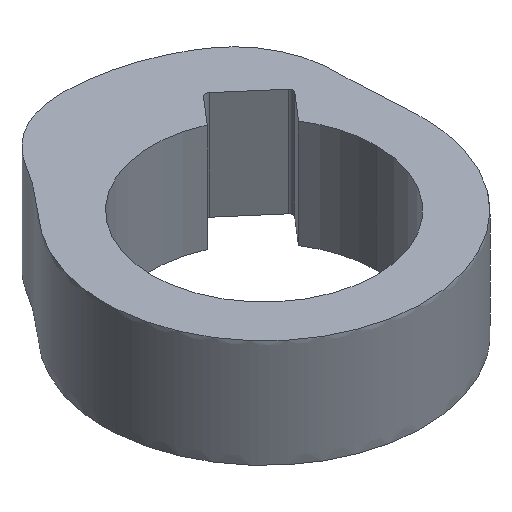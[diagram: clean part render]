
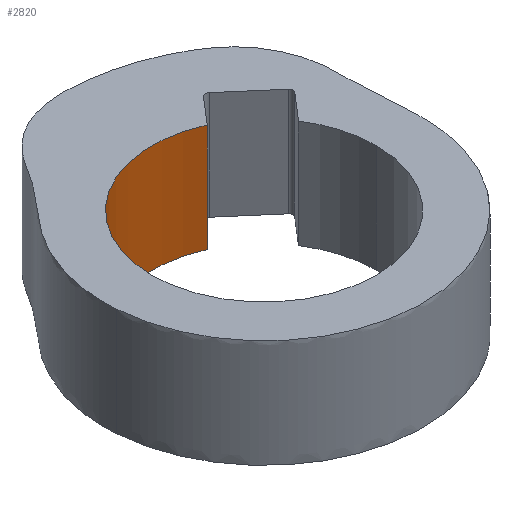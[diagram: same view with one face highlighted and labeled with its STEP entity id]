
A CAD part, isometric view. The second image highlights one B-rep face of the part: STEP entity #2820.
In plain terms, the highlighted cylindrical face has radius 5.2 mm (diameter 10.4 mm), a partial arc.
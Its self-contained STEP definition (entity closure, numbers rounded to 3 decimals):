
#2755=CARTESIAN_POINT('Axis2P3D Location',(0.,0.,2.5)) ;
#2760=CARTESIAN_POINT('Line Origine',(-5.2,0.,2.5)) ;
#2764=CARTESIAN_POINT('Vertex',(-5.2,0.,5.)) ;
#2766=CARTESIAN_POINT('Vertex',(-5.2,0.,0.)) ;
#2795=CARTESIAN_POINT('Line Origine',(2.112,4.752,2.5)) ;
#2799=CARTESIAN_POINT('Vertex',(2.112,4.752,0.)) ;
#2801=CARTESIAN_POINT('Vertex',(2.112,4.752,5.)) ;
#2804=CARTESIAN_POINT('Axis2P3D Location',(0.,0.,5.)) ;
#2809=CARTESIAN_POINT('Axis2P3D Location',(0.,0.,0.)) ;
#2756=DIRECTION('Axis2P3D Direction',(0.,0.,1.)) ;
#2757=DIRECTION('Axis2P3D XDirection',(1.,0.,0.)) ;
#2761=DIRECTION('Vector Direction',(0.,0.,1.)) ;
#2796=DIRECTION('Vector Direction',(0.,0.,1.)) ;
#2805=DIRECTION('Axis2P3D Direction',(0.,0.,1.)) ;
#2810=DIRECTION('Axis2P3D Direction',(0.,0.,1.)) ;
#2758=AXIS2_PLACEMENT_3D('Cylinder Axis2P3D',#2755,#2756,#2757) ;
#2806=AXIS2_PLACEMENT_3D('Circle Axis2P3D',#2804,#2805,$) ;
#2811=AXIS2_PLACEMENT_3D('Circle Axis2P3D',#2809,#2810,$) ;
#2815=ORIENTED_EDGE('',*,*,#2803,.T.) ;
#2816=ORIENTED_EDGE('',*,*,#2808,.T.) ;
#2817=ORIENTED_EDGE('',*,*,#2768,.T.) ;
#2818=ORIENTED_EDGE('',*,*,#2813,.F.) ;
#2762=VECTOR('Line Direction',#2761,1.) ;
#2797=VECTOR('Line Direction',#2796,1.) ;
#2820=ADVANCED_FACE('Corps principal',(#2819),#2759,.F.) ;
#2807=CIRCLE('generated circle',#2806,5.2) ;
#2812=CIRCLE('generated circle',#2811,5.2) ;
#2759=CYLINDRICAL_SURFACE('generated cylinder',#2758,5.2) ;
#2768=EDGE_CURVE('',#2765,#2767,#2763,.F.) ;
#2803=EDGE_CURVE('',#2800,#2802,#2798,.T.) ;
#2808=EDGE_CURVE('',#2802,#2765,#2807,.T.) ;
#2813=EDGE_CURVE('',#2800,#2767,#2812,.T.) ;
#2814=EDGE_LOOP('',(#2815,#2816,#2817,#2818)) ;
#2819=FACE_OUTER_BOUND('',#2814,.T.) ;
#2763=LINE('Line',#2760,#2762) ;
#2798=LINE('Line',#2795,#2797) ;
#2765=VERTEX_POINT('',#2764) ;
#2767=VERTEX_POINT('',#2766) ;
#2800=VERTEX_POINT('',#2799) ;
#2802=VERTEX_POINT('',#2801) ;
